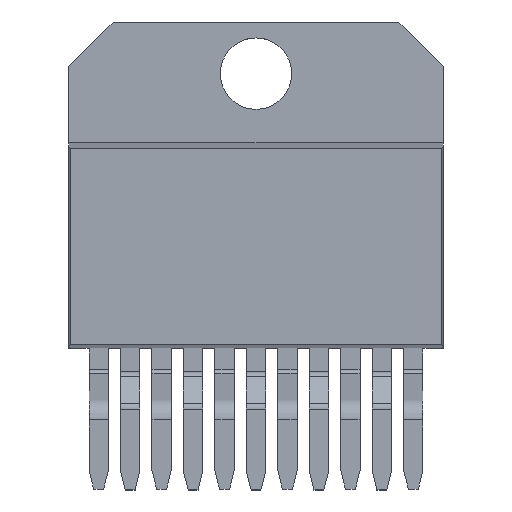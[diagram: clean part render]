
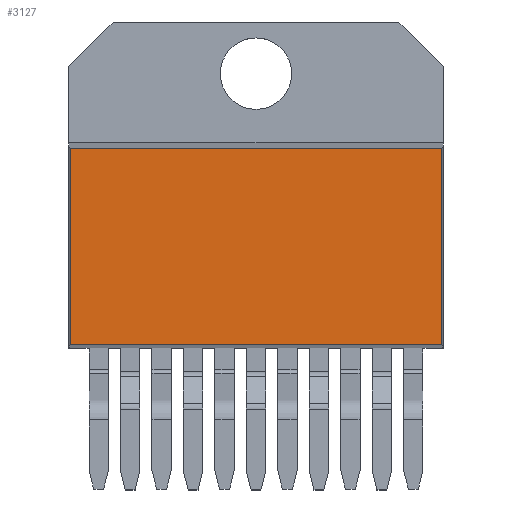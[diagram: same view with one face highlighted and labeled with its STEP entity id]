
A CAD part, top view. The second image highlights one B-rep face of the part: STEP entity #3127.
In plain terms, the highlighted planar face has unit normal (0, 0, 1).
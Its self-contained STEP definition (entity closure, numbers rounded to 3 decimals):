
#420 = DIRECTION ( 'NONE',  ( 0., 1., 0. ) ) ;
#492 = EDGE_CURVE ( 'NONE', #5827, #1979, #8202, .T. ) ;
#645 = DIRECTION ( 'NONE',  ( 0., 0., -1. ) ) ;
#743 = DIRECTION ( 'NONE',  ( -1., 0., 0. ) ) ;
#756 = CARTESIAN_POINT ( 'NONE',  ( 10.035, -5.3, 4.62 ) ) ;
#867 = CARTESIAN_POINT ( 'NONE',  ( -10.035, -5.3, 4.62 ) ) ;
#974 = ORIENTED_EDGE ( 'NONE', *, *, #5623, .T. ) ;
#1295 = DIRECTION ( 'NONE',  ( -1., 0., 0. ) ) ;
#1404 = LINE ( 'NONE', #6387, #7677 ) ;
#1979 = VERTEX_POINT ( 'NONE', #6036 ) ;
#2067 = PLANE ( 'NONE',  #2452 ) ;
#2452 = AXIS2_PLACEMENT_3D ( 'NONE', #6665, #645, #1295 ) ;
#2619 = LINE ( 'NONE', #3319, #6168 ) ;
#3006 = DIRECTION ( 'NONE',  ( -1., 0., 0. ) ) ;
#3037 = CARTESIAN_POINT ( 'NONE',  ( -10.035, -5.5, 4.62 ) ) ;
#3127 = ADVANCED_FACE ( 'NONE', ( #7918 ), #2067, .F. ) ;
#3319 = CARTESIAN_POINT ( 'NONE',  ( 10.135, 5.3, 4.62 ) ) ;
#3320 = EDGE_CURVE ( 'NONE', #5231, #5394, #4152, .T. ) ;
#4086 = CARTESIAN_POINT ( 'NONE',  ( 10.035, -5.5, 4.62 ) ) ;
#4152 = LINE ( 'NONE', #4086, #8642 ) ;
#5231 = VERTEX_POINT ( 'NONE', #756 ) ;
#5298 = EDGE_LOOP ( 'NONE', ( #6159, #7595, #974, #7900 ) ) ;
#5394 = VERTEX_POINT ( 'NONE', #7690 ) ;
#5623 = EDGE_CURVE ( 'NONE', #5394, #1979, #2619, .T. ) ;
#5827 = VERTEX_POINT ( 'NONE', #867 ) ;
#6036 = CARTESIAN_POINT ( 'NONE',  ( -10.035, 5.3, 4.62 ) ) ;
#6159 = ORIENTED_EDGE ( 'NONE', *, *, #8225, .F. ) ;
#6168 = VECTOR ( 'NONE', #743, 1000. ) ;
#6387 = CARTESIAN_POINT ( 'NONE',  ( 10.135, -5.3, 4.62 ) ) ;
#6665 = CARTESIAN_POINT ( 'NONE',  ( 10.135, 5.3, 4.62 ) ) ;
#7079 = DIRECTION ( 'NONE',  ( 0., 1., 0. ) ) ;
#7488 = VECTOR ( 'NONE', #7079, 1000. ) ;
#7595 = ORIENTED_EDGE ( 'NONE', *, *, #3320, .T. ) ;
#7677 = VECTOR ( 'NONE', #3006, 1000. ) ;
#7690 = CARTESIAN_POINT ( 'NONE',  ( 10.035, 5.3, 4.62 ) ) ;
#7900 = ORIENTED_EDGE ( 'NONE', *, *, #492, .F. ) ;
#7918 = FACE_OUTER_BOUND ( 'NONE', #5298, .T. ) ;
#8202 = LINE ( 'NONE', #3037, #7488 ) ;
#8225 = EDGE_CURVE ( 'NONE', #5231, #5827, #1404, .T. ) ;
#8642 = VECTOR ( 'NONE', #420, 1000. ) ;
